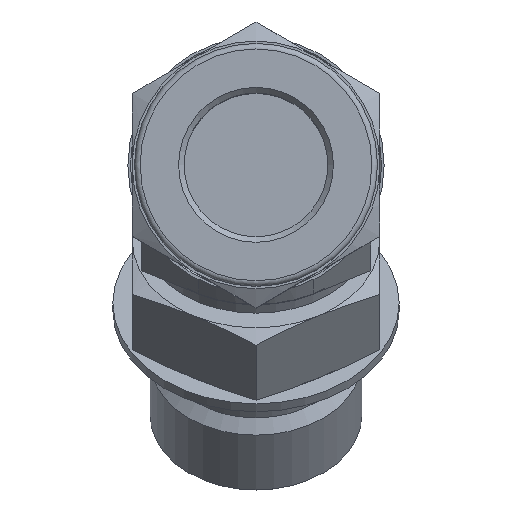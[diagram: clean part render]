
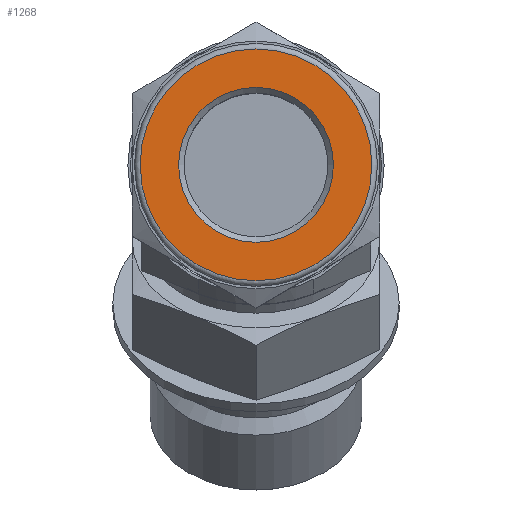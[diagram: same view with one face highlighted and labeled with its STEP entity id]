
A CAD part, top view. The second image highlights one B-rep face of the part: STEP entity #1268.
In plain terms, the highlighted planar face has unit normal (0, 0, 1).
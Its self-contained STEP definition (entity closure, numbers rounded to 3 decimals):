
#69=FACE_BOUND('',#264,.T.);
#100=CIRCLE('',#1396,6.95);
#101=CIRCLE('',#1398,10.4);
#172=FACE_OUTER_BOUND('',#263,.T.);
#263=EDGE_LOOP('',(#937));
#264=EDGE_LOOP('',(#938));
#569=VERTEX_POINT('',#2060);
#570=VERTEX_POINT('',#2064);
#705=EDGE_CURVE('',#569,#569,#100,.T.);
#706=EDGE_CURVE('',#570,#570,#101,.T.);
#937=ORIENTED_EDGE('',*,*,#706,.F.);
#938=ORIENTED_EDGE('',*,*,#705,.T.);
#1216=PLANE('',#1397);
#1268=ADVANCED_FACE('',(#172,#69),#1216,.T.);
#1396=AXIS2_PLACEMENT_3D('',#2062,#1620,#1621);
#1397=AXIS2_PLACEMENT_3D('',#2063,#1622,#1623);
#1398=AXIS2_PLACEMENT_3D('',#2065,#1624,#1625);
#1620=DIRECTION('center_axis',(0.,0.,-1.));
#1621=DIRECTION('ref_axis',(1.,0.,0.));
#1622=DIRECTION('center_axis',(0.,0.,1.));
#1623=DIRECTION('ref_axis',(1.,0.,0.));
#1624=DIRECTION('center_axis',(0.,0.,-1.));
#1625=DIRECTION('ref_axis',(1.,0.,0.));
#2060=CARTESIAN_POINT('',(0.,-6.95,32.001));
#2062=CARTESIAN_POINT('Origin',(0.,0.,32.001));
#2063=CARTESIAN_POINT('Origin',(0.,10.4,32.001));
#2064=CARTESIAN_POINT('',(10.4,0.,32.001));
#2065=CARTESIAN_POINT('Origin',(0.,0.,32.001));
